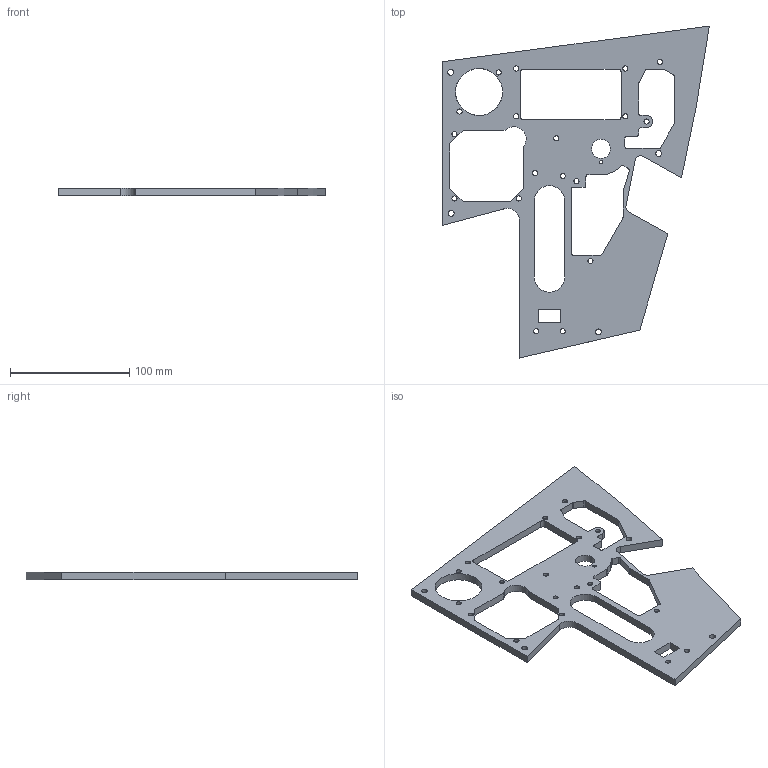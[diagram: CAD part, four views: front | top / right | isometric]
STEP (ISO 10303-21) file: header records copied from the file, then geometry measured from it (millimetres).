
FILE_DESCRIPTION (( 'STEP AP214' ), '1' );
FILE_NAME ('Right AUX Panel.STEP', '2021-12-06T23:11:28', ( '' ), ( '' ), 'SwSTEP 2.0', 'SolidWorks 2021', '' );
FILE_SCHEMA (( 'AUTOMOTIVE_DESIGN' ));
Length unit declared in the file: inch
Products named in the file (1): Right AUX Panel
Bounding box: 223.41 x 278.19 x 6.35 mm (x, y, z)
Volume: 155863.6 mm3; surface area: 66134.9 mm2
Topology: 1 solids, 1 shells, 196 faces, 529 edges, 346 vertices
Faces by surface type: cylinder 83, plane 65, cone 46, bspline 2
Entity records: 6457 total; most frequent: DIRECTION 1155, CARTESIAN_POINT 1148, ORIENTED_EDGE 1058, EDGE_CURVE 529, AXIS2_PLACEMENT_3D 437, VERTEX_POINT 346, LINE 281, VECTOR 281
